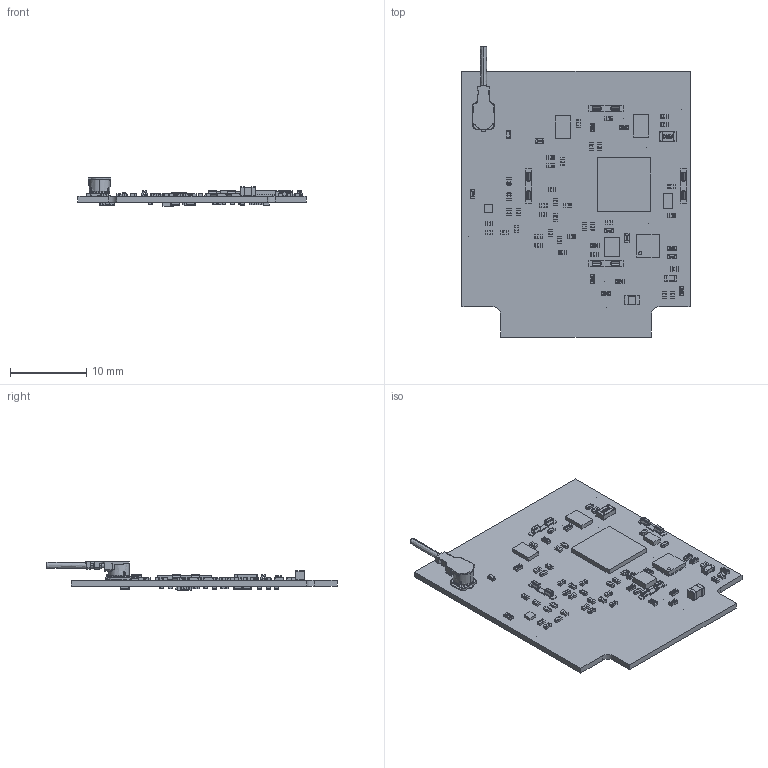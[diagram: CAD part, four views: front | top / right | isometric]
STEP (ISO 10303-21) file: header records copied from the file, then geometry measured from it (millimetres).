
FILE_DESCRIPTION(/* description */ ('PCB Design'),/* implementation_level */ '2;1');
FILE_NAME(/* name */ '20230503_notecard-lora_v4',/* time_stamp */ '2023-08-21T15:12:39+02:00',/* author */ ('Administrator'),/* organization */ (''),/* preprocessor_version */ 'ST-DEVELOPER v16',/* originating_system */ 'allegro_17.4S036',/* authorisation */ '');
FILE_SCHEMA (('AUTOMOTIVE_DESIGN { 1 0 10303 214 3 1 1 }'));
Length unit declared in the file: millimetre
Products named in the file (46): 20230503_NOTECARD-LORA_V4; BOARD_OUTLINE; COMPONENTS; J-S1001-46R; CS-C-0805; WFQFN20-EXP-0300X0300; CS-C-0603; XFQFN8; Y-TYETBCSANF; LS-0402; LS-0805; LS-0603; J-3-MDS-UFL; UFQFN10-0180X0140; UFDFN8-EXP-0200X0300; FIDUCIAL; IC-ATECC608A; UFQFPN48-EXP-0700X0700; Y-ABS06; RS-0402; LD-0402; CS-C-0402; Document; User Library-cap_0805-1; CP2102N-A02-GQFN20; User Library-cap_0603_lowprofile; User Library-0402C; User Library-RES_2013-0805; 1; vuoto; User Library-RES_1005-0402; User Library-led_0402
Assembly tree (128 placements, depth 4):
  20230503_NOTECARD-LORA_V4
    BOARD_OUTLINE
    COMPONENTS
      J-S1001-46R  x4
        Document
      CS-C-0805
        User Library-cap_0805-1
      WFQFN20-EXP-0300X0300
        CP2102N-A02-GQFN20
      CS-C-0603
        User Library-cap_0603_lowprofile
      XFQFN8
        Document
      Y-TYETBCSANF
        Document
      LS-0402  x9
        User Library-0402C
      LS-0805
        User Library-RES_2013-0805
      LS-0603
        1
      J-3-MDS-UFL
        Document
      UFQFN10-0180X0140
        Document
      UFDFN8-EXP-0200X0300
        Document
      FIDUCIAL  x3
        vuoto
      IC-ATECC608A
        Document
      UFQFPN48-EXP-0700X0700
        Document
      Y-ABS06
        Document
      RS-0402  x23
        User Library-RES_1005-0402
      RS-0402
        vuoto
      RS-0402
        vuoto
      RS-0402
        vuoto
      RS-0402
        vuoto
      LD-0402
        User Library-led_0402
      CS-C-0402  x46
        User Library-0402C
Bounding box: 30 x 38.19 x 3.81 mm (x, y, z)
Volume: 77.7 mm3; surface area: 2839.1 mm2
Topology: 200 solids, 459 shells, 7420 faces, 18322 edges, 11716 vertices
Faces by surface type: plane 3081, bspline 1980, cylinder 1899, torus 440, sphere 20
Entity records: 60047 total; most frequent: CARTESIAN_POINT 22829, ORIENTED_EDGE 5944, DIRECTION 4168, EDGE_CURVE 3614, VERTEX_POINT 2782, AXIS2_PLACEMENT_3D 1647, VECTOR 1374, LINE 1374
